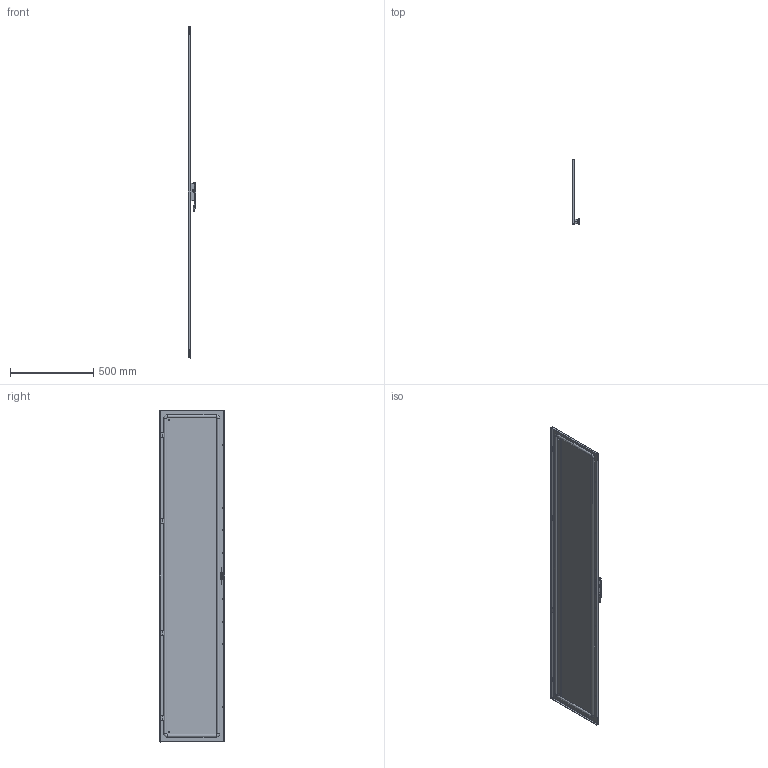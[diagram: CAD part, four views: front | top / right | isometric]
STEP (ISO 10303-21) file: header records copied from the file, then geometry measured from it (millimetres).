
FILE_DESCRIPTION(('CATIA V5 STEP Exchange'),'2;1');
FILE_NAME('EC2080VC4K.stp','2015-01-15T09:46:51+00:00',('none'),('none'),'CATIA Version 5 Release 20 SP 6 (IN-10)','CATIA V5 STEP AP203','none');
FILE_SCHEMA(('CONFIG_CONTROL_DESIGN'));
Length unit declared in the file: millimetre
Products named in the file (2): Assieme_porta_IB_cieca_2000x0400_IS2_estetico; Assieme_maniglia_IS2_estetico
Assembly tree (5 placements, depth 3):
  Assieme_porta_IB_cieca_2000x0400_IS2_estetico
    #58
    Assieme_maniglia_IS2_estetico
      #5519
      #11700
      #18817
Bounding box: 46.52 x 391.62 x 1996 mm (x, y, z)
Volume: 2318618.3 mm3; surface area: 1781603.5 mm2
Topology: 8 solids, 8 shells, 564 faces, 1443 edges, 914 vertices
Faces by surface type: plane 240, bspline 160, cylinder 126, cone 24, torus 8, sphere 6
Entity records: 24207 total; most frequent: CARTESIAN_POINT 13027, ORIENTED_EDGE 2858, EDGE_CURVE 1429, DIRECTION 1417, VERTEX_POINT 914, EDGE_LOOP 629, VECTOR 596, LINE 596
